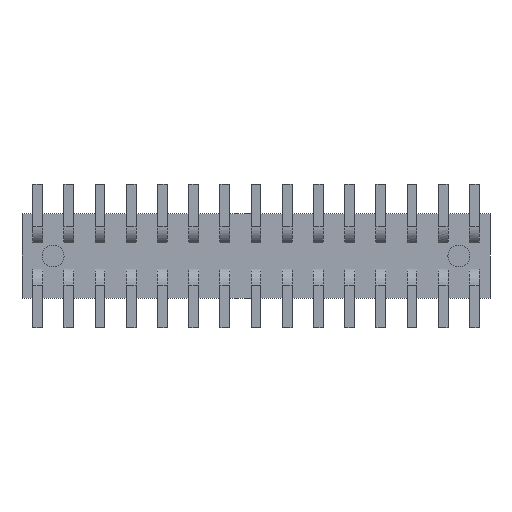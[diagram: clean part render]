
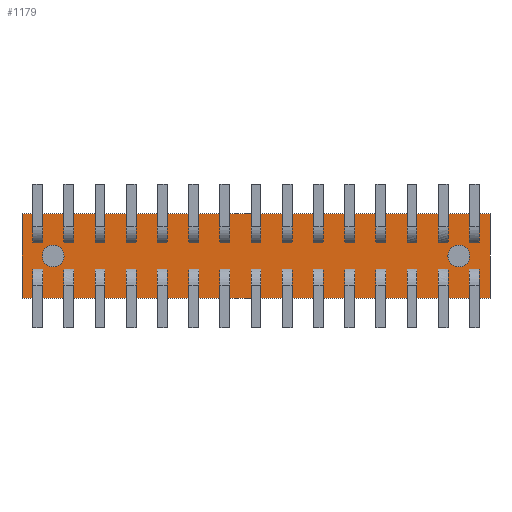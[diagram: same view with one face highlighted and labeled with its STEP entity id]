
A CAD part, front view. The second image highlights one B-rep face of the part: STEP entity #1179.
In plain terms, the highlighted planar face has unit normal (0, -1, 0).
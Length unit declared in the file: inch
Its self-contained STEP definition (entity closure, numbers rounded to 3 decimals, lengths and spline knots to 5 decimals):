
#1179 = ADVANCED_FACE( '', ( #2423, #2424, #2425 ), #2426, .F. );
#2423 = FACE_BOUND( '', #3749, .T. );
#2424 = FACE_BOUND( '', #3750, .T. );
#2425 = FACE_OUTER_BOUND( '', #3751, .T. );
#2426 = PLANE( '', #3752 );
#3749 = EDGE_LOOP( '', ( #7047 ) );
#3750 = EDGE_LOOP( '', ( #7048 ) );
#3751 = EDGE_LOOP( '', ( #7049, #7050, #7051, #7052 ) );
#3752 = AXIS2_PLACEMENT_3D( '', #7053, #7054, #7055 );
#7047 = ORIENTED_EDGE( '', *, *, #8941, .F. );
#7048 = ORIENTED_EDGE( '', *, *, #9447, .F. );
#7049 = ORIENTED_EDGE( '', *, *, #9540, .F. );
#7050 = ORIENTED_EDGE( '', *, *, #8352, .F. );
#7051 = ORIENTED_EDGE( '', *, *, #9357, .F. );
#7052 = ORIENTED_EDGE( '', *, *, #9541, .F. );
#7053 = CARTESIAN_POINT( '', ( 0., 0., 0. ) );
#7054 = DIRECTION( '', ( 0., 1., 0. ) );
#7055 = DIRECTION( '', ( 0., 0., 1. ) );
#8352 = EDGE_CURVE( '', #10113, #10114, #10115, .T. );
#8941 = EDGE_CURVE( '', #11065, #11065, #11066, .F. );
#9357 = EDGE_CURVE( '', #11640, #10113, #11641, .T. );
#9447 = EDGE_CURVE( '', #11754, #11754, #11755, .F. );
#9540 = EDGE_CURVE( '', #10114, #11864, #11865, .T. );
#9541 = EDGE_CURVE( '', #11864, #11640, #11866, .T. );
#10113 = VERTEX_POINT( '', #12602 );
#10114 = VERTEX_POINT( '', #12603 );
#10115 = LINE( '', #12604, #12605 );
#11065 = VERTEX_POINT( '', #13974 );
#11066 = CIRCLE( '', #13975, 0.0175 );
#11640 = VERTEX_POINT( '', #14805 );
#11641 = LINE( '', #14806, #14807 );
#11754 = VERTEX_POINT( '', #14977 );
#11755 = CIRCLE( '', #14978, 0.0175 );
#11864 = VERTEX_POINT( '', #15144 );
#11865 = LINE( '', #15145, #15146 );
#11866 = LINE( '', #15147, #15148 );
#12602 = CARTESIAN_POINT( '', ( 0.375, 0., -0.0675 ) );
#12603 = CARTESIAN_POINT( '', ( -0.375, 0., -0.0675 ) );
#12604 = CARTESIAN_POINT( '', ( 0.375, 0., -0.0675 ) );
#12605 = VECTOR( '', #15643, 39.37008 );
#13974 = CARTESIAN_POINT( '', ( -0.325, 0., 0.0175 ) );
#13975 = AXIS2_PLACEMENT_3D( '', #16198, #16199, #16200 );
#14805 = CARTESIAN_POINT( '', ( 0.375, 0., 0.0675 ) );
#14806 = CARTESIAN_POINT( '', ( 0.375, 0., 0.0675 ) );
#14807 = VECTOR( '', #16625, 39.37008 );
#14977 = CARTESIAN_POINT( '', ( 0.325, 0., 0.0175 ) );
#14978 = AXIS2_PLACEMENT_3D( '', #16692, #16693, #16694 );
#15144 = CARTESIAN_POINT( '', ( -0.375, 0., 0.0675 ) );
#15145 = CARTESIAN_POINT( '', ( -0.375, 0., -0.0675 ) );
#15146 = VECTOR( '', #16758, 39.37008 );
#15147 = CARTESIAN_POINT( '', ( -0.375, 0., 0.0675 ) );
#15148 = VECTOR( '', #16759, 39.37008 );
#15643 = DIRECTION( '', ( -1., 0., 0. ) );
#16198 = CARTESIAN_POINT( '', ( -0.325, 0., 0. ) );
#16199 = DIRECTION( '', ( 0., 1., 0. ) );
#16200 = DIRECTION( '', ( 0., 0., 1. ) );
#16625 = DIRECTION( '', ( 0., 0., -1. ) );
#16692 = CARTESIAN_POINT( '', ( 0.325, 0., 0. ) );
#16693 = DIRECTION( '', ( 0., 1., 0. ) );
#16694 = DIRECTION( '', ( 0., 0., 1. ) );
#16758 = DIRECTION( '', ( 0., 0., 1. ) );
#16759 = DIRECTION( '', ( 1., 0., 0. ) );
